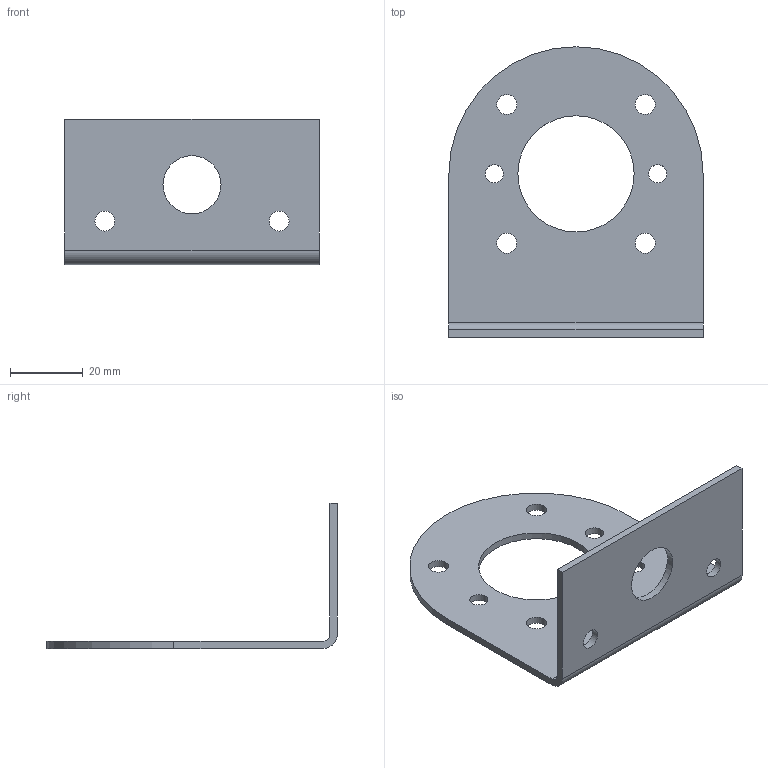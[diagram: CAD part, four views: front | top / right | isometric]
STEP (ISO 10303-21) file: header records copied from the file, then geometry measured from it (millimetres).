
FILE_DESCRIPTION(/* description */ ('Auer Signal Vienna'),/* implementation_level */ '2;1');
FILE_NAME(/* name */ 'WZC_AuerSignal_200550900.stp',/* time_stamp */ '2021-08-12T14:37:02+02:00',/* author */ ('l.ivanic'),/* organization */ ('Auer Signal'),/* preprocessor_version */ 'ST-DEVELOPER v16',/* originating_system */ 'SIEMENS PLM Software NX 10.0',/* authorisation */ '');
FILE_SCHEMA (('AUTOMOTIVE_DESIGN { 1 0 10303 214 3 1 1 1 }'));
Length unit declared in the file: millimetre
Products named in the file (1): AuerSignal
Bounding box: 70 x 80 x 40 mm (x, y, z)
Volume: 12913.9 mm3; surface area: 14172.5 mm2
Topology: 1 solids, 1 shells, 20 faces, 57 edges, 39 vertices
Faces by surface type: cylinder 13, plane 7
Full cylindrical faces by diameter (mm): 5 x2, 5.5 x6, 16 x1, 32 x1
Entity records: 666 total; most frequent: DIRECTION 112, CARTESIAN_POINT 101, ORIENTED_EDGE 88, EDGE_LOOP 50, AXIS2_PLACEMENT_3D 47, FACE_BOUND 44, EDGE_CURVE 44, VERTEX_POINT 36
